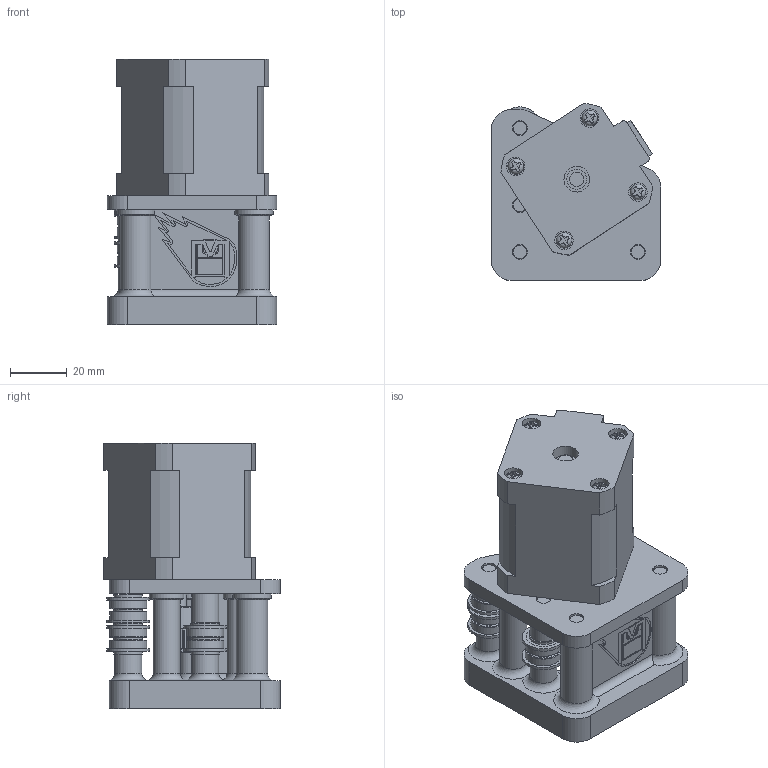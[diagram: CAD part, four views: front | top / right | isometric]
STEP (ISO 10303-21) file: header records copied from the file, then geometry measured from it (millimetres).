
FILE_DESCRIPTION(/* description */ ('STEP AP242','CAx-IF Rec.Pracs.---Representation and Presentation of Product Manufacturing Information (PMI)---4.0---2014-10-13','CAx-IF Rec.Pracs.---3D Tessellated Geometry---0.4---2014-09-14','2;1'),/* implementation_level */ '2;1');
FILE_NAME(/* name */ '6836429ce4afb246b980a2d5',/* time_stamp */ '2025-05-27T22:54:21Z',/* author */ (''),/* organization */ (''),/* preprocessor_version */ 'ST-DEVELOPER v20',/* originating_system */ 'ONSHAPE BY PTC INC, 1.198',/* authorisation */ ' ');
FILE_SCHEMA (('AP242_MANAGED_MODEL_BASED_3D_ENGINEERING_MIM_LF { 1 0 10303 442 1 1 4 }'));
Length unit declared in the file: metre
Products named in the file (12): Left motor mount; Pin 5 x 30; Left Motor Mount; Nema 17 Stepper Motor - 48mm - 1.8degree/step, 76oz-in v1; Left Motor Mount Top; Single Flange Stack <1>; F695 Bearing (1); SHIM (1); Double Flange Stack <1>; Pulley 20t <1>; Hex socket set screw with cone point M4x0.7 x 4; 20t 2gt Pulley 5mm
Assembly tree (27 placements, depth 3):
  Left motor mount
    Pin 5 x 30  x4
    Left Motor Mount
    Nema 17 Stepper Motor - 48mm - 1.8degree/step, 76oz-in v1
    Left Motor Mount Top
    Single Flange Stack <1>
      F695 Bearing (1)  x2
      SHIM (1)  x3
    Double Flange Stack <1>
      F695 Bearing (1)  x4
      SHIM (1)  x5
    Pulley 20t <1>
      Hex socket set screw with cone point M4x0.7 x 4  x2
      20t 2gt Pulley 5mm
Bounding box: 59.45 x 62.1 x 93.4 mm (x, y, z)
Volume: 140071 mm3; surface area: 49644.5 mm2
Topology: 24 solids, 24 shells, 882 faces, 2114 edges, 1384 vertices
Faces by surface type: plane 426, cylinder 354, cone 69, torus 18, bspline 15
Full cylindrical faces by diameter (mm): 2.529 x4, 3.15 x8, 4 x4, 5 x21, 5.2 x8, 5.5 x4, 6 x15, 6.25 x6, 6.5 x4, 7 x2, 9 x2, 9.5 x4, 10 x8, 10.1 x1, 11.5 x6, 11.75 x6, 12 x12, 12.1 x1, 13 x6, 15 x8, 22 x1, 22.5 x1
Entity records: 22083 total; most frequent: CARTESIAN_POINT 4118, DIRECTION 3559, ORIENTED_EDGE 3298, EDGE_CURVE 1649, AXIS2_PLACEMENT_3D 1315, VERTEX_POINT 1140, LINE 929, VECTOR 929
